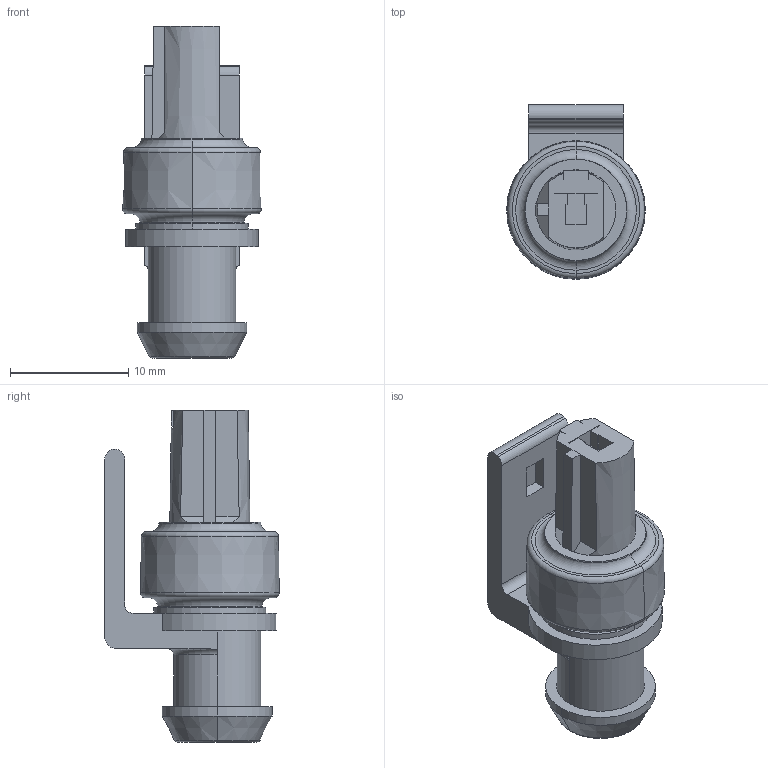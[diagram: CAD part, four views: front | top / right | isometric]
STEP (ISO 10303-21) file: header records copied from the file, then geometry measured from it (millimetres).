
FILE_DESCRIPTION((''),'2;1');
FILE_NAME('C-1-282079-2','2015-10-28T',('workeradm'),('Tyco Electronics Ltd.'),'CREO PARAMETRIC BY PTC INC, 2015200','CREO PARAMETRIC BY PTC INC, 2015200','');
FILE_SCHEMA(('AUTOMOTIVE_DESIGN { 1 0 10303 214 1 1 1 1 }'));
Length unit declared in the file: millimetre
Products named in the file (1): C-1-282079-2
Bounding box: 11.74 x 14.77 x 28.11 mm (x, y, z)
Volume: 1884.4 mm3; surface area: 1446.1 mm2
Topology: 1 solids, 1 shells, 94 faces, 227 edges, 142 vertices
Faces by surface type: plane 52, cone 17, cylinder 14, torus 11
Entity records: 2792 total; most frequent: CARTESIAN_POINT 526, DIRECTION 472, ORIENTED_EDGE 454, EDGE_CURVE 227, AXIS2_PLACEMENT_3D 168, VERTEX_POINT 142, VECTOR 136, LINE 136
